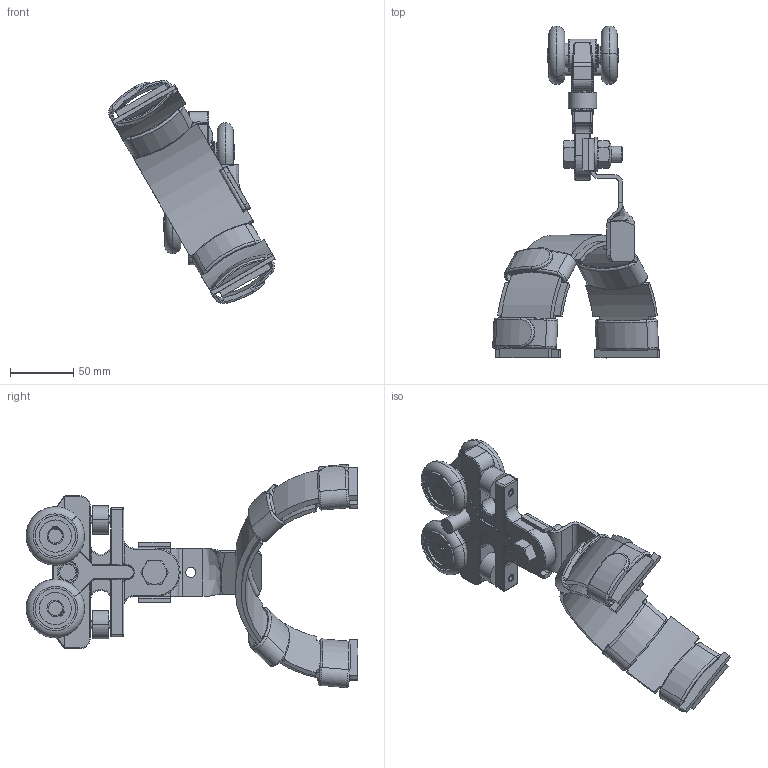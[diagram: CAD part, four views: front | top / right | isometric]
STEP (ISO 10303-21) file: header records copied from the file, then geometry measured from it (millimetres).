
FILE_DESCRIPTION((''),'2;1');
FILE_NAME('20180 ETA-4-5 FESTOON TROLLEY WITH UII CABLE SADDLE.stp','2011-03-30T08:40:47',('jholman'),(''),'Autodesk Inventor 2011','Autodesk Inventor 2011','');
FILE_SCHEMA(('AUTOMOTIVE_DESIGN { 1 0 10303 214 1 1 1 1 }'));
Length unit declared in the file: inch
Products named in the file (23): 20180; 3D117VD4D; 3D113VD4C; 3D113VD4C_Welds; 3D112VD4A; 3D111VD4A; 3D115VD4C; 3D116VD4A; 3D116VD4A3; 20150; 59900; 3D1165B4C; 3D11G6B4A; 3D1129B4B; 3D11E6B4A; 3D11U9B4B; 70040; 3D11T2B4A; 57135; 3D11F6B4A; Hex Bolt - UNC (Regular Thread - Inch) 1/2-13 UNC - 1.5; Prevailing Torque Type Hex Nut - UNC (Regular Thread - Inch)  (IFI) 1/2 - 13 Metal Type; 3D11N3B4A
Assembly tree (34 placements, depth 4):
  20180
    3D117VD4D
      3D113VD4C
        3D113VD4C_Welds
        3D112VD4A
        3D111VD4A
      3D115VD4C
      3D116VD4A  x2
      3D116VD4A3  x2
    20150
      59900
      3D1165B4C  x2
      3D11G6B4A  x2
      3D1129B4B  x4
      3D11E6B4A  x4
      3D11U9B4B  x2
        70040
        3D11T2B4A
      57135
      3D11F6B4A  x2
    Hex Bolt - UNC (Regular Thread - Inch) 1/2-13 UNC - 1.5
    Prevailing Torque Type Hex Nut - UNC (Regular Thread - Inch)  (IFI) 1/2 - 13 Metal Type
    3D11N3B4A
Bounding box: 131.32 x 261.56 x 176 mm (x, y, z)
Volume: 362374.2 mm3; surface area: 165257.1 mm2
Topology: 31 solids, 31 shells, 1144 faces, 2781 edges, 1664 vertices
Faces by surface type: cylinder 492, plane 273, torus 159, bspline 150, cone 54, sphere 16
Full cylindrical faces by diameter (mm): 1.194 x4, 6.35 x4, 6.747 x2, 7.938 x1, 9.525 x1, 10.592 x1, 11.887 x2, 12.7 x5, 13.494 x2, 14.288 x2, 16.669 x2, 19.05 x1, 25.4 x2, 26.988 x1
Entity records: 29317 total; most frequent: CARTESIAN_POINT 10230, DIRECTION 3887, ORIENTED_EDGE 3792, EDGE_CURVE 1896, AXIS2_PLACEMENT_3D 1633, VERTEX_POINT 1162, EDGE_LOOP 930, FACE_OUTER_BOUND 829
